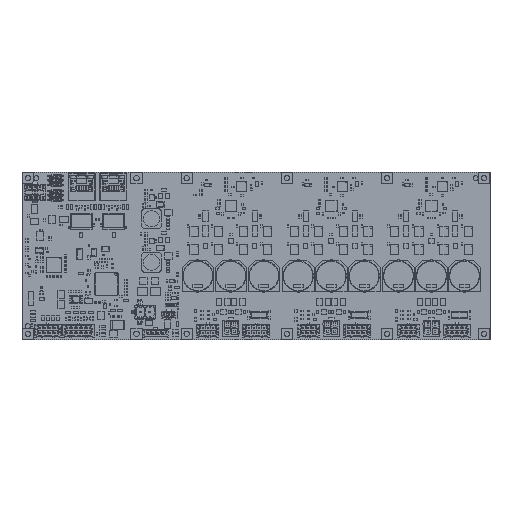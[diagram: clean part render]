
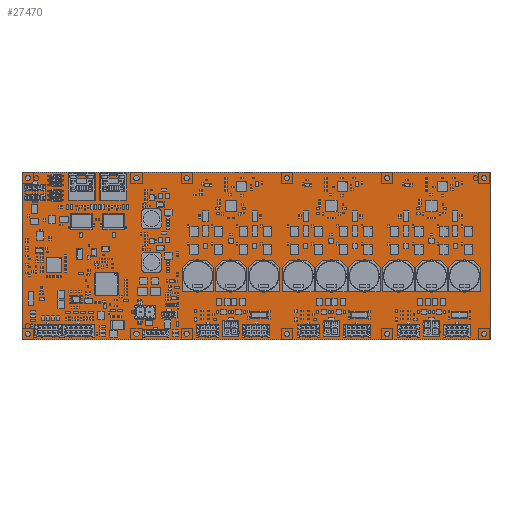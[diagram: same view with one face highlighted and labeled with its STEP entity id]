
A CAD part, top view. The second image highlights one B-rep face of the part: STEP entity #27470.
In plain terms, the highlighted planar face has unit normal (0, 0, 1).
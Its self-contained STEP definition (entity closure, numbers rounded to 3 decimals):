
#27470=ADVANCED_FACE('',(#48615,#48616,#48617,#48618,#48619,#48620,#48621,#48622,#48623,#48624,#48625,#48626,#48627),#48628,.T.);
#48615=FACE_BOUND('',#69099,.T.);
#48616=FACE_BOUND('',#69100,.T.);
#48617=FACE_BOUND('',#69101,.T.);
#48618=FACE_BOUND('',#69102,.T.);
#48619=FACE_BOUND('',#69103,.T.);
#48620=FACE_BOUND('',#69104,.T.);
#48621=FACE_BOUND('',#69105,.T.);
#48622=FACE_BOUND('',#69106,.T.);
#48623=FACE_BOUND('',#69107,.T.);
#48624=FACE_BOUND('',#69108,.T.);
#48625=FACE_BOUND('',#69109,.T.);
#48626=FACE_BOUND('',#69110,.T.);
#48627=FACE_OUTER_BOUND('',#69111,.T.);
#48628=PLANE('',#69112);
#69099=EDGE_LOOP('',(#113317));
#69100=EDGE_LOOP('',(#113318));
#69101=EDGE_LOOP('',(#113319));
#69102=EDGE_LOOP('',(#113320));
#69103=EDGE_LOOP('',(#113321));
#69104=EDGE_LOOP('',(#113322));
#69105=EDGE_LOOP('',(#113323));
#69106=EDGE_LOOP('',(#113324));
#69107=EDGE_LOOP('',(#113325));
#69108=EDGE_LOOP('',(#113326));
#69109=EDGE_LOOP('',(#113327));
#69110=EDGE_LOOP('',(#113328));
#69111=EDGE_LOOP('',(#113329,#113330,#113331,#113332));
#69112=AXIS2_PLACEMENT_3D('',#113333,#113334,#113335);
#113317=ORIENTED_EDGE('',*,*,#135977,.T.);
#113318=ORIENTED_EDGE('',*,*,#135980,.T.);
#113319=ORIENTED_EDGE('',*,*,#135983,.T.);
#113320=ORIENTED_EDGE('',*,*,#135986,.T.);
#113321=ORIENTED_EDGE('',*,*,#135989,.T.);
#113322=ORIENTED_EDGE('',*,*,#135992,.T.);
#113323=ORIENTED_EDGE('',*,*,#135995,.T.);
#113324=ORIENTED_EDGE('',*,*,#135998,.T.);
#113325=ORIENTED_EDGE('',*,*,#136001,.T.);
#113326=ORIENTED_EDGE('',*,*,#136004,.T.);
#113327=ORIENTED_EDGE('',*,*,#136007,.T.);
#113328=ORIENTED_EDGE('',*,*,#136010,.T.);
#113329=ORIENTED_EDGE('',*,*,#136012,.T.);
#113330=ORIENTED_EDGE('',*,*,#136013,.T.);
#113331=ORIENTED_EDGE('',*,*,#136014,.T.);
#113332=ORIENTED_EDGE('',*,*,#136015,.T.);
#113333=CARTESIAN_POINT('',(140.0,50.0,1.54));
#113334=DIRECTION('',(0.0,0.0,1.0));
#113335=DIRECTION('',(1.0,0.0,0.0));
#135977=EDGE_CURVE('',#162647,#162647,#162648,.T.);
#135980=EDGE_CURVE('',#162652,#162652,#162653,.T.);
#135983=EDGE_CURVE('',#162657,#162657,#162658,.T.);
#135986=EDGE_CURVE('',#162662,#162662,#162663,.T.);
#135989=EDGE_CURVE('',#162667,#162667,#162668,.T.);
#135992=EDGE_CURVE('',#162672,#162672,#162673,.T.);
#135995=EDGE_CURVE('',#162677,#162677,#162678,.T.);
#135998=EDGE_CURVE('',#162682,#162682,#162683,.T.);
#136001=EDGE_CURVE('',#162687,#162687,#162688,.T.);
#136004=EDGE_CURVE('',#162692,#162692,#162693,.T.);
#136007=EDGE_CURVE('',#162697,#162697,#162698,.T.);
#136010=EDGE_CURVE('',#162702,#162702,#162703,.T.);
#136012=EDGE_CURVE('',#162705,#162706,#162707,.T.);
#136013=EDGE_CURVE('',#162706,#162708,#162709,.T.);
#136014=EDGE_CURVE('',#162708,#162710,#162711,.T.);
#136015=EDGE_CURVE('',#162710,#162705,#162712,.T.);
#162647=VERTEX_POINT('',#202294);
#162648=CIRCLE('',#202295,1.6);
#162652=VERTEX_POINT('',#202299);
#162653=CIRCLE('',#202300,1.6);
#162657=VERTEX_POINT('',#202304);
#162658=CIRCLE('',#202305,1.6);
#162662=VERTEX_POINT('',#202309);
#162663=CIRCLE('',#202310,1.6);
#162667=VERTEX_POINT('',#202314);
#162668=CIRCLE('',#202315,1.6);
#162672=VERTEX_POINT('',#202319);
#162673=CIRCLE('',#202320,1.6);
#162677=VERTEX_POINT('',#202324);
#162678=CIRCLE('',#202325,1.6);
#162682=VERTEX_POINT('',#202329);
#162683=CIRCLE('',#202330,1.6);
#162687=VERTEX_POINT('',#202334);
#162688=CIRCLE('',#202335,1.6);
#162692=VERTEX_POINT('',#202339);
#162693=CIRCLE('',#202340,1.6);
#162697=VERTEX_POINT('',#202344);
#162698=CIRCLE('',#202345,1.6);
#162702=VERTEX_POINT('',#202349);
#162703=CIRCLE('',#202350,1.6);
#162705=VERTEX_POINT('',#202352);
#162706=VERTEX_POINT('',#202353);
#162707=LINE('',#202354,#202355);
#162708=VERTEX_POINT('',#202356);
#162709=LINE('',#202357,#202358);
#162710=VERTEX_POINT('',#202359);
#162711=LINE('',#202360,#202361);
#162712=LINE('',#202362,#202363);
#202294=CARTESIAN_POINT('',(1.9,96.5,1.54));
#202295=AXIS2_PLACEMENT_3D('',#220802,#220803,#220804);
#202299=CARTESIAN_POINT('',(1.9,3.5,1.54));
#202300=AXIS2_PLACEMENT_3D('',#220808,#220809,#220810);
#202304=CARTESIAN_POINT('',(66.9,96.5,1.54));
#202305=AXIS2_PLACEMENT_3D('',#220814,#220815,#220816);
#202309=CARTESIAN_POINT('',(96.9,96.5,1.54));
#202310=AXIS2_PLACEMENT_3D('',#220820,#220821,#220822);
#202314=CARTESIAN_POINT('',(156.9,96.5,1.54));
#202315=AXIS2_PLACEMENT_3D('',#220826,#220827,#220828);
#202319=CARTESIAN_POINT('',(216.9,96.5,1.54));
#202320=AXIS2_PLACEMENT_3D('',#220832,#220833,#220834);
#202324=CARTESIAN_POINT('',(274.9,96.5,1.54));
#202325=AXIS2_PLACEMENT_3D('',#220838,#220839,#220840);
#202329=CARTESIAN_POINT('',(274.9,3.5,1.54));
#202330=AXIS2_PLACEMENT_3D('',#220844,#220845,#220846);
#202334=CARTESIAN_POINT('',(216.9,3.5,1.54));
#202335=AXIS2_PLACEMENT_3D('',#220850,#220851,#220852);
#202339=CARTESIAN_POINT('',(156.9,3.5,1.54));
#202340=AXIS2_PLACEMENT_3D('',#220856,#220857,#220858);
#202344=CARTESIAN_POINT('',(96.9,3.5,1.54));
#202345=AXIS2_PLACEMENT_3D('',#220862,#220863,#220864);
#202349=CARTESIAN_POINT('',(66.9,3.5,1.54));
#202350=AXIS2_PLACEMENT_3D('',#220868,#220869,#220870);
#202352=CARTESIAN_POINT('',(0.0,0.0,1.54));
#202353=CARTESIAN_POINT('',(280.0,0.0,1.54));
#202354=CARTESIAN_POINT('',(140.0,0.0,1.54));
#202355=VECTOR('',#220871,1.0);
#202356=CARTESIAN_POINT('',(280.0,100.0,1.54));
#202357=CARTESIAN_POINT('',(280.0,50.0,1.54));
#202358=VECTOR('',#220872,1.0);
#202359=CARTESIAN_POINT('',(0.0,100.0,1.54));
#202360=CARTESIAN_POINT('',(140.0,100.0,1.54));
#202361=VECTOR('',#220873,1.0);
#202362=CARTESIAN_POINT('',(0.0,50.0,1.54));
#202363=VECTOR('',#220874,1.0);
#220802=CARTESIAN_POINT('',(3.5,96.5,1.54));
#220803=DIRECTION('',(0.0,0.0,-1.0));
#220804=DIRECTION('',(1.0,0.0,0.0));
#220808=CARTESIAN_POINT('',(3.5,3.5,1.54));
#220809=DIRECTION('',(0.0,0.0,-1.0));
#220810=DIRECTION('',(1.0,0.0,0.0));
#220814=CARTESIAN_POINT('',(68.5,96.5,1.54));
#220815=DIRECTION('',(0.0,-0.0,-1.0));
#220816=DIRECTION('',(1.0,0.,0.0));
#220820=CARTESIAN_POINT('',(98.5,96.5,1.54));
#220821=DIRECTION('',(0.0,-0.0,-1.0));
#220822=DIRECTION('',(1.,0.,0.0));
#220826=CARTESIAN_POINT('',(158.5,96.5,1.54));
#220827=DIRECTION('',(0.0,-0.0,-1.0));
#220828=DIRECTION('',(1.,0.,0.0));
#220832=CARTESIAN_POINT('',(218.5,96.5,1.54));
#220833=DIRECTION('',(0.0,-0.0,-1.0));
#220834=DIRECTION('',(1.,0.,0.0));
#220838=CARTESIAN_POINT('',(276.5,96.5,1.54));
#220839=DIRECTION('',(0.0,-0.0,-1.0));
#220840=DIRECTION('',(1.,0.,0.0));
#220844=CARTESIAN_POINT('',(276.5,3.5,1.54));
#220845=DIRECTION('',(0.0,-0.0,-1.0));
#220846=DIRECTION('',(1.,0.,0.0));
#220850=CARTESIAN_POINT('',(218.5,3.5,1.54));
#220851=DIRECTION('',(0.0,-0.0,-1.0));
#220852=DIRECTION('',(1.,0.,0.0));
#220856=CARTESIAN_POINT('',(158.5,3.5,1.54));
#220857=DIRECTION('',(0.0,-0.0,-1.0));
#220858=DIRECTION('',(1.,0.,0.0));
#220862=CARTESIAN_POINT('',(98.5,3.5,1.54));
#220863=DIRECTION('',(0.0,-0.0,-1.0));
#220864=DIRECTION('',(1.,0.,0.0));
#220868=CARTESIAN_POINT('',(68.5,3.5,1.54));
#220869=DIRECTION('',(0.0,-0.0,-1.0));
#220870=DIRECTION('',(1.0,0.,0.0));
#220871=DIRECTION('',(1.0,0.0,0.0));
#220872=DIRECTION('',(0.0,1.0,0.0));
#220873=DIRECTION('',(-1.0,0.0,0.0));
#220874=DIRECTION('',(0.0,-1.0,0.0));
